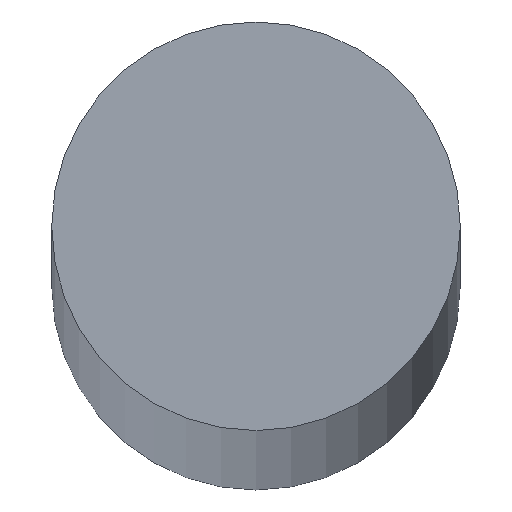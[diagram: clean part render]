
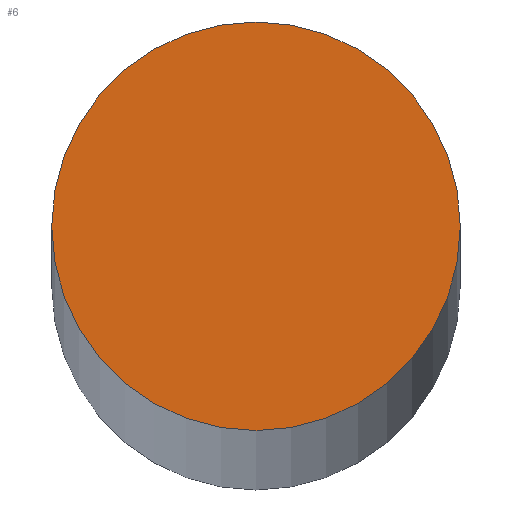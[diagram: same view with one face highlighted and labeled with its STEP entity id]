
A CAD part, top view. The second image highlights one B-rep face of the part: STEP entity #6.
In plain terms, the highlighted planar face has unit normal (0, 0, 1).
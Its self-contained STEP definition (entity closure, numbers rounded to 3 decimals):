
#2 = VERTEX_POINT ( 'NONE', #19 ) ;
#4 = EDGE_CURVE ( 'NONE', #2, #71, #39, .T. ) ;
#5 = DIRECTION ( 'NONE',  ( 1., 0., 0. ) ) ;
#6 = ADVANCED_FACE ( 'NONE', ( #21 ), #30, .T. ) ;
#8 = ORIENTED_EDGE ( 'NONE', *, *, #70, .T. ) ;
#19 = CARTESIAN_POINT ( 'NONE',  ( -1.5, 0., 125. ) ) ;
#21 = FACE_OUTER_BOUND ( 'NONE', #60, .T. ) ;
#29 = CARTESIAN_POINT ( 'NONE',  ( 0., 0., 125. ) ) ;
#30 = PLANE ( 'NONE',  #40 ) ;
#33 = DIRECTION ( 'NONE',  ( 0., 0., 1. ) ) ;
#34 = CARTESIAN_POINT ( 'NONE',  ( 0., 0., 125. ) ) ;
#35 = DIRECTION ( 'NONE',  ( 0., 0., 1. ) ) ;
#36 = DIRECTION ( 'NONE',  ( 1., 0., 0. ) ) ;
#37 = AXIS2_PLACEMENT_3D ( 'NONE', #34, #33, #5 ) ;
#39 = CIRCLE ( 'NONE', #37, 1.5 ) ;
#40 = AXIS2_PLACEMENT_3D ( 'NONE', #29, #35, #36 ) ;
#46 = AXIS2_PLACEMENT_3D ( 'NONE', #50, #51, #52 ) ;
#49 = CARTESIAN_POINT ( 'NONE',  ( 1.5, 0., 125. ) ) ;
#50 = CARTESIAN_POINT ( 'NONE',  ( 0., 0., 125. ) ) ;
#51 = DIRECTION ( 'NONE',  ( 0., 0., 1. ) ) ;
#52 = DIRECTION ( 'NONE',  ( 1., 0., 0. ) ) ;
#53 = CIRCLE ( 'NONE', #46, 1.5 ) ;
#60 = EDGE_LOOP ( 'NONE', ( #69, #8 ) ) ;
#69 = ORIENTED_EDGE ( 'NONE', *, *, #4, .T. ) ;
#70 = EDGE_CURVE ( 'NONE', #71, #2, #53, .T. ) ;
#71 = VERTEX_POINT ( 'NONE', #49 ) ;
